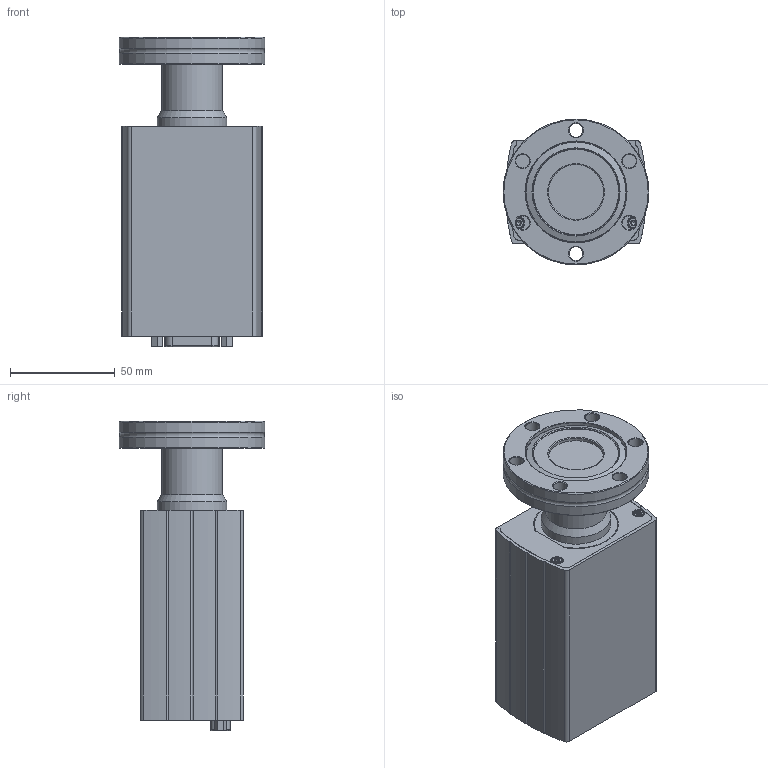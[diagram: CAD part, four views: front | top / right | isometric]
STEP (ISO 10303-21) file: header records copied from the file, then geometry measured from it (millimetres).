
FILE_DESCRIPTION(/* description */ (''),/* implementation_level */ '2;1');
FILE_NAME(/* name */ 'BAG552 15DSUB,2SP,OLED,E-CAT,40CF-R.stp',/* time_stamp */ '2024-06-20T15:17:42+02:00',/* author */ ('davi016'),/* organization */ (''),/* preprocessor_version */ 'ST-DEVELOPER v19.2',/* originating_system */ 'Autodesk Inventor 2023',/* authorisation */ '');
FILE_SCHEMA (('AUTOMOTIVE_DESIGN { 1 0 10303 214 3 1 1 }'));
Products named in the file (1): BAG552 15DSUB,2SP,OLED,E-CAT,40CF-R
Bounding box: 69.5 x 69.5 x 147.5 mm (x, y, z)
Volume: 395408 mm3; surface area: 70704.5 mm2
Topology: 26 solids, 42 shells, 2280 faces, 6164 edges, 4070 vertices
Faces by surface type: plane 1389, bspline 392, cylinder 368, cone 108, torus 23
Full cylindrical faces by diameter (mm): 1.02 x15, 1.1 x1, 1.567 x4, 2 x6, 2.156 x2, 2.459 x2, 2.6 x1, 2.8 x4, 2.845 x2, 2.9 x4, 3.2 x9, 3.8 x6, 4 x2, 4.4 x1, 6 x2, 6.6 x6, 26.2 x1, 29 x1, 33 x1, 40 x1, 41 x1, 48.1 x1, 48.2 x1, 69.5 x2
Entity records: 79040 total; most frequent: CARTESIAN_POINT 22276, ORIENTED_EDGE 12038, DIRECTION 9528, EDGE_CURVE 6075, LINE 4188, VECTOR 4188, VERTEX_POINT 4029, AXIS2_PLACEMENT_3D 2670
